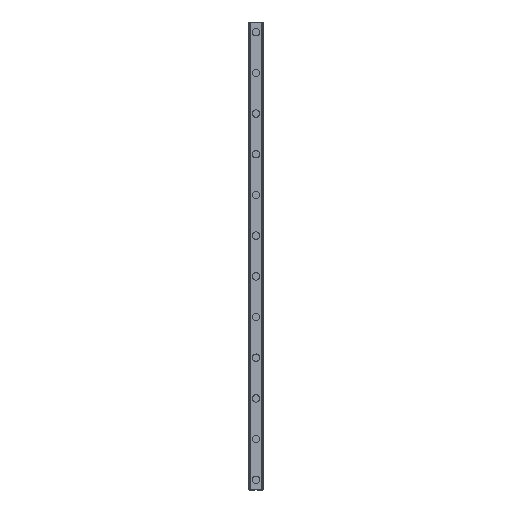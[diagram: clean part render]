
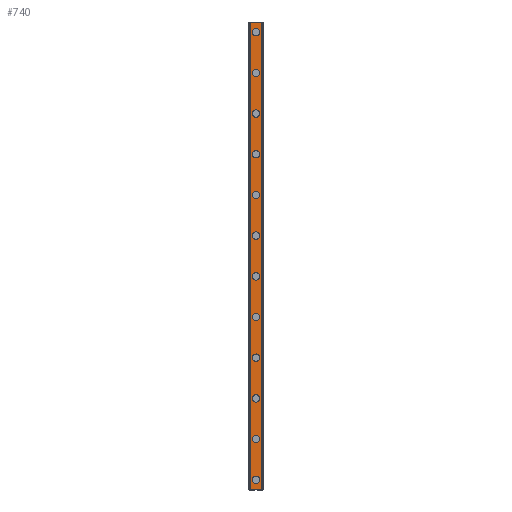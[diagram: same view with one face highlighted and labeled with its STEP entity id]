
A CAD part, top view. The second image highlights one B-rep face of the part: STEP entity #740.
In plain terms, the highlighted planar face has unit normal (0, 0, 1).
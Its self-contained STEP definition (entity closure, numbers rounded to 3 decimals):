
#740=ADVANCED_FACE('',(#1514,#1515,#1516,#1517,#1518,#1519,#1520,#1521,#1522,#1523,#1524,#1525,#1526),#1527,.T.);
#1514=FACE_BOUND('',#2315,.T.);
#1515=FACE_BOUND('',#2316,.T.);
#1516=FACE_BOUND('',#2317,.T.);
#1517=FACE_BOUND('',#2318,.T.);
#1518=FACE_BOUND('',#2319,.T.);
#1519=FACE_BOUND('',#2320,.T.);
#1520=FACE_BOUND('',#2321,.T.);
#1521=FACE_BOUND('',#2322,.T.);
#1522=FACE_BOUND('',#2323,.T.);
#1523=FACE_BOUND('',#2324,.T.);
#1524=FACE_BOUND('',#2325,.T.);
#1525=FACE_BOUND('',#2326,.T.);
#1526=FACE_OUTER_BOUND('',#2327,.T.);
#1527=PLANE('',#2328);
#2315=EDGE_LOOP('',(#4514,#4515));
#2316=EDGE_LOOP('',(#4516,#4517));
#2317=EDGE_LOOP('',(#4518,#4519));
#2318=EDGE_LOOP('',(#4520,#4521));
#2319=EDGE_LOOP('',(#4522,#4523));
#2320=EDGE_LOOP('',(#4524,#4525));
#2321=EDGE_LOOP('',(#4526,#4527));
#2322=EDGE_LOOP('',(#4528,#4529));
#2323=EDGE_LOOP('',(#4530,#4531));
#2324=EDGE_LOOP('',(#4532,#4533));
#2325=EDGE_LOOP('',(#4534,#4535));
#2326=EDGE_LOOP('',(#4536,#4537));
#2327=EDGE_LOOP('',(#4538,#4539,#4540,#4541));
#2328=AXIS2_PLACEMENT_3D('',#4542,#4543,#4544);
#4514=ORIENTED_EDGE('',*,*,#4939,.T.);
#4515=ORIENTED_EDGE('',*,*,#5409,.T.);
#4516=ORIENTED_EDGE('',*,*,#4925,.T.);
#4517=ORIENTED_EDGE('',*,*,#5451,.T.);
#4518=ORIENTED_EDGE('',*,*,#4911,.T.);
#4519=ORIENTED_EDGE('',*,*,#5466,.T.);
#4520=ORIENTED_EDGE('',*,*,#4897,.T.);
#4521=ORIENTED_EDGE('',*,*,#5481,.T.);
#4522=ORIENTED_EDGE('',*,*,#4883,.T.);
#4523=ORIENTED_EDGE('',*,*,#5496,.T.);
#4524=ORIENTED_EDGE('',*,*,#4869,.T.);
#4525=ORIENTED_EDGE('',*,*,#5511,.T.);
#4526=ORIENTED_EDGE('',*,*,#4855,.T.);
#4527=ORIENTED_EDGE('',*,*,#5526,.T.);
#4528=ORIENTED_EDGE('',*,*,#4841,.T.);
#4529=ORIENTED_EDGE('',*,*,#5541,.T.);
#4530=ORIENTED_EDGE('',*,*,#4827,.T.);
#4531=ORIENTED_EDGE('',*,*,#5556,.T.);
#4532=ORIENTED_EDGE('',*,*,#4813,.T.);
#4533=ORIENTED_EDGE('',*,*,#5571,.T.);
#4534=ORIENTED_EDGE('',*,*,#4799,.T.);
#4535=ORIENTED_EDGE('',*,*,#5586,.T.);
#4536=ORIENTED_EDGE('',*,*,#4785,.T.);
#4537=ORIENTED_EDGE('',*,*,#5601,.T.);
#4538=ORIENTED_EDGE('',*,*,#5387,.T.);
#4539=ORIENTED_EDGE('',*,*,#5656,.F.);
#4540=ORIENTED_EDGE('',*,*,#5251,.F.);
#4541=ORIENTED_EDGE('',*,*,#5654,.T.);
#4542=CARTESIAN_POINT('',(0.0,690.0,22.));
#4543=DIRECTION('',(0.0,0.0,1.0));
#4544=DIRECTION('',(-1.0,0.0,-0.0));
#4785=EDGE_CURVE('',#5726,#5723,#5727,.T.);
#4799=EDGE_CURVE('',#5752,#5749,#5753,.T.);
#4813=EDGE_CURVE('',#5778,#5775,#5779,.T.);
#4827=EDGE_CURVE('',#5804,#5801,#5805,.T.);
#4841=EDGE_CURVE('',#5830,#5827,#5831,.T.);
#4855=EDGE_CURVE('',#5856,#5853,#5857,.T.);
#4869=EDGE_CURVE('',#5882,#5879,#5883,.T.);
#4883=EDGE_CURVE('',#5908,#5905,#5909,.T.);
#4897=EDGE_CURVE('',#5934,#5931,#5935,.T.);
#4911=EDGE_CURVE('',#5960,#5957,#5961,.T.);
#4925=EDGE_CURVE('',#5986,#5983,#5987,.T.);
#4939=EDGE_CURVE('',#6012,#6009,#6013,.T.);
#5251=EDGE_CURVE('',#6471,#6473,#6474,.T.);
#5387=EDGE_CURVE('',#6700,#6698,#6701,.T.);
#5409=EDGE_CURVE('',#6009,#6012,#6742,.T.);
#5451=EDGE_CURVE('',#5983,#5986,#6799,.T.);
#5466=EDGE_CURVE('',#5957,#5960,#6817,.T.);
#5481=EDGE_CURVE('',#5931,#5934,#6835,.T.);
#5496=EDGE_CURVE('',#5905,#5908,#6853,.T.);
#5511=EDGE_CURVE('',#5879,#5882,#6871,.T.);
#5526=EDGE_CURVE('',#5853,#5856,#6889,.T.);
#5541=EDGE_CURVE('',#5827,#5830,#6907,.T.);
#5556=EDGE_CURVE('',#5801,#5804,#6925,.T.);
#5571=EDGE_CURVE('',#5775,#5778,#6943,.T.);
#5586=EDGE_CURVE('',#5749,#5752,#6961,.T.);
#5601=EDGE_CURVE('',#5723,#5726,#6979,.T.);
#5654=EDGE_CURVE('',#6471,#6700,#7035,.T.);
#5656=EDGE_CURVE('',#6473,#6698,#7037,.T.);
#5723=VERTEX_POINT('',#7106);
#5726=VERTEX_POINT('',#7110);
#5727=CIRCLE('',#7111,5.5);
#5749=VERTEX_POINT('',#7136);
#5752=VERTEX_POINT('',#7140);
#5753=CIRCLE('',#7141,5.5);
#5775=VERTEX_POINT('',#7166);
#5778=VERTEX_POINT('',#7170);
#5779=CIRCLE('',#7171,5.5);
#5801=VERTEX_POINT('',#7196);
#5804=VERTEX_POINT('',#7200);
#5805=CIRCLE('',#7201,5.5);
#5827=VERTEX_POINT('',#7226);
#5830=VERTEX_POINT('',#7230);
#5831=CIRCLE('',#7231,5.5);
#5853=VERTEX_POINT('',#7256);
#5856=VERTEX_POINT('',#7260);
#5857=CIRCLE('',#7261,5.5);
#5879=VERTEX_POINT('',#7286);
#5882=VERTEX_POINT('',#7290);
#5883=CIRCLE('',#7291,5.5);
#5905=VERTEX_POINT('',#7316);
#5908=VERTEX_POINT('',#7320);
#5909=CIRCLE('',#7321,5.5);
#5931=VERTEX_POINT('',#7346);
#5934=VERTEX_POINT('',#7350);
#5935=CIRCLE('',#7351,5.5);
#5957=VERTEX_POINT('',#7376);
#5960=VERTEX_POINT('',#7380);
#5961=CIRCLE('',#7381,5.5);
#5983=VERTEX_POINT('',#7406);
#5986=VERTEX_POINT('',#7410);
#5987=CIRCLE('',#7411,5.5);
#6009=VERTEX_POINT('',#7436);
#6012=VERTEX_POINT('',#7440);
#6013=CIRCLE('',#7441,5.5);
#6471=VERTEX_POINT('',#8048);
#6473=VERTEX_POINT('',#8051);
#6474=LINE('',#8052,#8053);
#6698=VERTEX_POINT('',#8365);
#6700=VERTEX_POINT('',#8368);
#6701=LINE('',#8369,#8370);
#6742=CIRCLE('',#8420,5.5);
#6799=CIRCLE('',#8494,5.5);
#6817=CIRCLE('',#8515,5.5);
#6835=CIRCLE('',#8536,5.5);
#6853=CIRCLE('',#8557,5.5);
#6871=CIRCLE('',#8578,5.5);
#6889=CIRCLE('',#8599,5.5);
#6907=CIRCLE('',#8620,5.5);
#6925=CIRCLE('',#8641,5.5);
#6943=CIRCLE('',#8662,5.5);
#6961=CIRCLE('',#8683,5.5);
#6979=CIRCLE('',#8704,5.5);
#7035=LINE('',#8782,#8783);
#7037=LINE('',#8785,#8786);
#7106=CARTESIAN_POINT('',(5.5,15.0,22.));
#7110=CARTESIAN_POINT('',(-5.5,15.0,22.));
#7111=AXIS2_PLACEMENT_3D('',#8879,#8880,#8881);
#7136=CARTESIAN_POINT('',(5.5,75.0,22.));
#7140=CARTESIAN_POINT('',(-5.5,75.0,22.));
#7141=AXIS2_PLACEMENT_3D('',#8907,#8908,#8909);
#7166=CARTESIAN_POINT('',(5.5,135.0,22.));
#7170=CARTESIAN_POINT('',(-5.5,135.0,22.));
#7171=AXIS2_PLACEMENT_3D('',#8935,#8936,#8937);
#7196=CARTESIAN_POINT('',(5.5,195.0,22.));
#7200=CARTESIAN_POINT('',(-5.5,195.0,22.));
#7201=AXIS2_PLACEMENT_3D('',#8963,#8964,#8965);
#7226=CARTESIAN_POINT('',(5.5,255.0,22.));
#7230=CARTESIAN_POINT('',(-5.5,255.0,22.));
#7231=AXIS2_PLACEMENT_3D('',#8991,#8992,#8993);
#7256=CARTESIAN_POINT('',(5.5,315.0,22.));
#7260=CARTESIAN_POINT('',(-5.5,315.0,22.));
#7261=AXIS2_PLACEMENT_3D('',#9019,#9020,#9021);
#7286=CARTESIAN_POINT('',(5.5,375.0,22.));
#7290=CARTESIAN_POINT('',(-5.5,375.0,22.));
#7291=AXIS2_PLACEMENT_3D('',#9047,#9048,#9049);
#7316=CARTESIAN_POINT('',(5.5,435.0,22.));
#7320=CARTESIAN_POINT('',(-5.5,435.0,22.));
#7321=AXIS2_PLACEMENT_3D('',#9075,#9076,#9077);
#7346=CARTESIAN_POINT('',(5.5,495.0,22.));
#7350=CARTESIAN_POINT('',(-5.5,495.0,22.));
#7351=AXIS2_PLACEMENT_3D('',#9103,#9104,#9105);
#7376=CARTESIAN_POINT('',(5.5,555.0,22.));
#7380=CARTESIAN_POINT('',(-5.5,555.0,22.));
#7381=AXIS2_PLACEMENT_3D('',#9131,#9132,#9133);
#7406=CARTESIAN_POINT('',(5.5,615.0,22.));
#7410=CARTESIAN_POINT('',(-5.5,615.0,22.));
#7411=AXIS2_PLACEMENT_3D('',#9159,#9160,#9161);
#7436=CARTESIAN_POINT('',(5.5,675.0,22.));
#7440=CARTESIAN_POINT('',(-5.5,675.0,22.));
#7441=AXIS2_PLACEMENT_3D('',#9187,#9188,#9189);
#8048=CARTESIAN_POINT('',(-8.3,690.0,22.));
#8051=CARTESIAN_POINT('',(8.3,690.0,22.));
#8052=CARTESIAN_POINT('',(-8.3,690.0,22.));
#8053=VECTOR('',#9556,1.0);
#8365=CARTESIAN_POINT('',(8.3,0.0,22.));
#8368=CARTESIAN_POINT('',(-8.3,0.0,22.));
#8369=CARTESIAN_POINT('',(-8.3,0.0,22.));
#8370=VECTOR('',#9712,1.0);
#8420=AXIS2_PLACEMENT_3D('',#9755,#9756,#9757);
#8494=AXIS2_PLACEMENT_3D('',#9826,#9827,#9828);
#8515=AXIS2_PLACEMENT_3D('',#9847,#9848,#9849);
#8536=AXIS2_PLACEMENT_3D('',#9868,#9869,#9870);
#8557=AXIS2_PLACEMENT_3D('',#9889,#9890,#9891);
#8578=AXIS2_PLACEMENT_3D('',#9910,#9911,#9912);
#8599=AXIS2_PLACEMENT_3D('',#9931,#9932,#9933);
#8620=AXIS2_PLACEMENT_3D('',#9952,#9953,#9954);
#8641=AXIS2_PLACEMENT_3D('',#9973,#9974,#9975);
#8662=AXIS2_PLACEMENT_3D('',#9994,#9995,#9996);
#8683=AXIS2_PLACEMENT_3D('',#10015,#10016,#10017);
#8704=AXIS2_PLACEMENT_3D('',#10036,#10037,#10038);
#8782=CARTESIAN_POINT('',(-8.3,690.0,22.));
#8783=VECTOR('',#10076,1.0);
#8785=CARTESIAN_POINT('',(8.3,690.0,22.));
#8786=VECTOR('',#10077,1.0);
#8879=CARTESIAN_POINT('',(0.0,15.0,22.));
#8880=DIRECTION('',(0.0,0.0,-1.0));
#8881=DIRECTION('',(1.0,0.0,0.0));
#8907=CARTESIAN_POINT('',(0.0,75.0,22.));
#8908=DIRECTION('',(0.0,0.0,-1.0));
#8909=DIRECTION('',(1.0,0.0,0.0));
#8935=CARTESIAN_POINT('',(0.0,135.0,22.));
#8936=DIRECTION('',(0.0,0.0,-1.0));
#8937=DIRECTION('',(1.0,0.0,0.0));
#8963=CARTESIAN_POINT('',(0.0,195.0,22.));
#8964=DIRECTION('',(0.0,0.0,-1.0));
#8965=DIRECTION('',(1.0,0.0,0.0));
#8991=CARTESIAN_POINT('',(0.0,255.0,22.));
#8992=DIRECTION('',(0.0,0.0,-1.0));
#8993=DIRECTION('',(1.0,0.0,0.0));
#9019=CARTESIAN_POINT('',(0.0,315.0,22.));
#9020=DIRECTION('',(0.0,0.0,-1.0));
#9021=DIRECTION('',(1.0,0.0,0.0));
#9047=CARTESIAN_POINT('',(0.0,375.0,22.));
#9048=DIRECTION('',(0.0,0.0,-1.0));
#9049=DIRECTION('',(1.0,0.0,0.0));
#9075=CARTESIAN_POINT('',(0.0,435.0,22.));
#9076=DIRECTION('',(0.0,0.0,-1.0));
#9077=DIRECTION('',(1.0,0.0,0.0));
#9103=CARTESIAN_POINT('',(0.0,495.0,22.));
#9104=DIRECTION('',(0.0,0.0,-1.0));
#9105=DIRECTION('',(1.0,0.0,0.0));
#9131=CARTESIAN_POINT('',(0.0,555.0,22.));
#9132=DIRECTION('',(0.0,0.0,-1.0));
#9133=DIRECTION('',(1.0,0.0,0.0));
#9159=CARTESIAN_POINT('',(0.0,615.0,22.));
#9160=DIRECTION('',(0.0,0.0,-1.0));
#9161=DIRECTION('',(1.0,0.0,0.0));
#9187=CARTESIAN_POINT('',(0.0,675.0,22.));
#9188=DIRECTION('',(0.0,0.0,-1.0));
#9189=DIRECTION('',(1.0,0.0,0.0));
#9556=DIRECTION('',(1.0,0.0,0.0));
#9712=DIRECTION('',(1.0,0.0,0.0));
#9755=CARTESIAN_POINT('',(0.0,675.0,22.));
#9756=DIRECTION('',(0.0,0.0,-1.0));
#9757=DIRECTION('',(1.0,0.0,0.0));
#9826=CARTESIAN_POINT('',(0.0,615.0,22.));
#9827=DIRECTION('',(0.0,0.0,-1.0));
#9828=DIRECTION('',(1.0,0.0,0.0));
#9847=CARTESIAN_POINT('',(0.0,555.0,22.));
#9848=DIRECTION('',(0.0,0.0,-1.0));
#9849=DIRECTION('',(1.0,0.0,0.0));
#9868=CARTESIAN_POINT('',(0.0,495.0,22.));
#9869=DIRECTION('',(0.0,0.0,-1.0));
#9870=DIRECTION('',(1.0,0.0,0.0));
#9889=CARTESIAN_POINT('',(0.0,435.0,22.));
#9890=DIRECTION('',(0.0,0.0,-1.0));
#9891=DIRECTION('',(1.0,0.0,0.0));
#9910=CARTESIAN_POINT('',(0.0,375.0,22.));
#9911=DIRECTION('',(0.0,0.0,-1.0));
#9912=DIRECTION('',(1.0,0.0,0.0));
#9931=CARTESIAN_POINT('',(0.0,315.0,22.));
#9932=DIRECTION('',(0.0,0.0,-1.0));
#9933=DIRECTION('',(1.0,0.0,0.0));
#9952=CARTESIAN_POINT('',(0.0,255.0,22.));
#9953=DIRECTION('',(0.0,0.0,-1.0));
#9954=DIRECTION('',(1.0,0.0,0.0));
#9973=CARTESIAN_POINT('',(0.0,195.0,22.));
#9974=DIRECTION('',(0.0,0.0,-1.0));
#9975=DIRECTION('',(1.0,0.0,0.0));
#9994=CARTESIAN_POINT('',(0.0,135.0,22.));
#9995=DIRECTION('',(0.0,0.0,-1.0));
#9996=DIRECTION('',(1.0,0.0,0.0));
#10015=CARTESIAN_POINT('',(0.0,75.0,22.));
#10016=DIRECTION('',(0.0,0.0,-1.0));
#10017=DIRECTION('',(1.0,0.0,0.0));
#10036=CARTESIAN_POINT('',(0.0,15.0,22.));
#10037=DIRECTION('',(0.0,0.0,-1.0));
#10038=DIRECTION('',(1.0,0.0,0.0));
#10076=DIRECTION('',(0.0,-1.0,0.0));
#10077=DIRECTION('',(0.0,-1.0,0.0));
